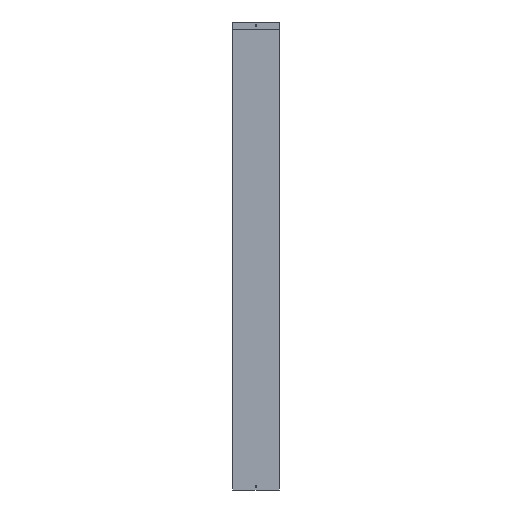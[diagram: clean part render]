
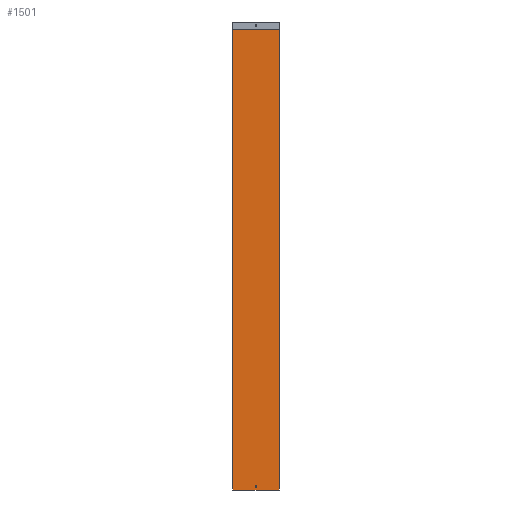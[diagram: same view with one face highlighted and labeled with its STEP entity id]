
A CAD part, front view. The second image highlights one B-rep face of the part: STEP entity #1501.
In plain terms, the highlighted planar face has unit normal (0, -1, 0).
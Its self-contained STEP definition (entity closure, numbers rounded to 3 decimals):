
#25 = AXIS2_PLACEMENT_3D ( 'NONE', #1672, #1676, #1677 ) ;
#49 = AXIS2_PLACEMENT_3D ( 'NONE', #357, #358, #359 ) ;
#116 = EDGE_CURVE ( 'NONE', #930, #920, #1130, .T. ) ;
#165 = EDGE_CURVE ( 'NONE', #883, #877, #1219, .T. ) ;
#168 = EDGE_CURVE ( 'NONE', #1011, #1011, #1224, .T. ) ;
#169 = EDGE_CURVE ( 'NONE', #883, #930, #1227, .T. ) ;
#170 = EDGE_CURVE ( 'NONE', #877, #920, #1226, .T. ) ;
#342 = CARTESIAN_POINT ( 'NONE',  ( -100., 0., 1969. ) ) ;
#343 = DIRECTION ( 'NONE',  ( 0., 0., -1. ) ) ;
#352 = CARTESIAN_POINT ( 'NONE',  ( -100., 0., 1968. ) ) ;
#354 = CARTESIAN_POINT ( 'NONE',  ( -100., 0., 0. ) ) ;
#357 = CARTESIAN_POINT ( 'NONE',  ( 0., 0., 15. ) ) ;
#358 = DIRECTION ( 'NONE',  ( 0., -1., 0. ) ) ;
#359 = DIRECTION ( 'NONE',  ( 0., 0., 1. ) ) ;
#360 = DIRECTION ( 'NONE',  ( 1., 0., 0. ) ) ;
#361 = DIRECTION ( 'NONE',  ( 1., 0., 0. ) ) ;
#561 = ORIENTED_EDGE ( 'NONE', *, *, #168, .F. ) ;
#562 = ORIENTED_EDGE ( 'NONE', *, *, #116, .F. ) ;
#563 = ORIENTED_EDGE ( 'NONE', *, *, #169, .F. ) ;
#564 = ORIENTED_EDGE ( 'NONE', *, *, #165, .T. ) ;
#565 = ORIENTED_EDGE ( 'NONE', *, *, #170, .T. ) ;
#680 = EDGE_LOOP ( 'NONE', ( #561 ) ) ;
#740 = EDGE_LOOP ( 'NONE', ( #562, #563, #564, #565 ) ) ;
#877 = VERTEX_POINT ( 'NONE', #1581 ) ;
#883 = VERTEX_POINT ( 'NONE', #1594 ) ;
#920 = VERTEX_POINT ( 'NONE', #1631 ) ;
#930 = VERTEX_POINT ( 'NONE', #1641 ) ;
#1011 = VERTEX_POINT ( 'NONE', #1856 ) ;
#1130 = LINE ( 'NONE', #1462, #1137 ) ;
#1137 = VECTOR ( 'NONE', #1467, 1000. ) ;
#1219 = LINE ( 'NONE', #342, #1221 ) ;
#1221 = VECTOR ( 'NONE', #343, 1000. ) ;
#1224 = CIRCLE ( 'NONE', #49, 3.5 ) ;
#1226 = LINE ( 'NONE', #354, #1228 ) ;
#1227 = LINE ( 'NONE', #352, #1229 ) ;
#1228 = VECTOR ( 'NONE', #361, 1000. ) ;
#1229 = VECTOR ( 'NONE', #360, 1000. ) ;
#1333 = FACE_BOUND ( 'NONE', #680, .T. ) ;
#1337 = FACE_OUTER_BOUND ( 'NONE', #740, .T. ) ;
#1462 = CARTESIAN_POINT ( 'NONE',  ( 100., 0., 1969. ) ) ;
#1467 = DIRECTION ( 'NONE',  ( 0., 0., -1. ) ) ;
#1501 = ADVANCED_FACE ( 'NONE', ( #1333, #1337 ), #1670, .F. ) ;
#1581 = CARTESIAN_POINT ( 'NONE',  ( -100., 0., 0. ) ) ;
#1594 = CARTESIAN_POINT ( 'NONE',  ( -100., 0., 1968. ) ) ;
#1631 = CARTESIAN_POINT ( 'NONE',  ( 100., 0., 0. ) ) ;
#1641 = CARTESIAN_POINT ( 'NONE',  ( 100., 0., 1968. ) ) ;
#1670 = PLANE ( 'NONE',  #25 ) ;
#1672 = CARTESIAN_POINT ( 'NONE',  ( -100., 0., 1969. ) ) ;
#1676 = DIRECTION ( 'NONE',  ( 0., 1., 0. ) ) ;
#1677 = DIRECTION ( 'NONE',  ( 0., 0., 1. ) ) ;
#1856 = CARTESIAN_POINT ( 'NONE',  ( 0., 0., 18.5 ) ) ;
